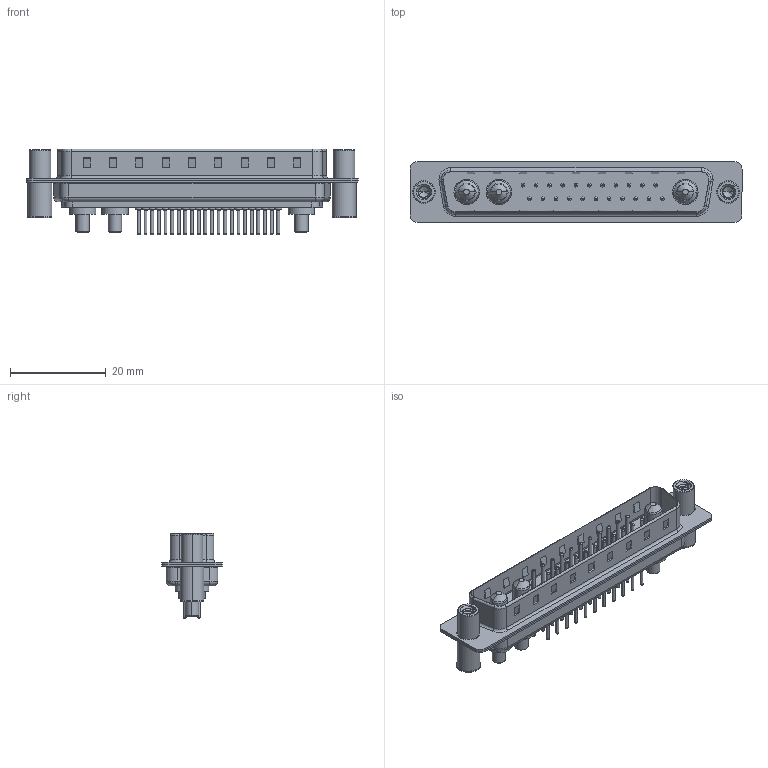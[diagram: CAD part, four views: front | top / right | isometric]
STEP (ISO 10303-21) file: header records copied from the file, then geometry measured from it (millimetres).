
FILE_DESCRIPTION (( 'STEP AP203' ), '1' );
FILE_NAME ('627-25W3624-2T4.STEP', '2019-05-29T22:04:45', ( '' ), ( '' ), 'SwSTEP 2.0', 'SolidWorks 2016', '' );
FILE_SCHEMA (( 'CONFIG_CONTROL_DESIGN' ));
Length unit declared in the file: millimetre
Products named in the file (8): 627Combo Contact Row 2_24; 627Combo Contact Row 1_24; 627-25W3624-2T4; 627Combo Housing_25W3; 627Combo Shell Rear_37 Contacts; 627Combo Shell Front_37 Contacts; 627Combo Threaded Standoff and Board Spacer_4; Power Pin_20A S
Assembly tree (30 placements, depth 2):
  627-25W3624-2T4
    627Combo Housing_25W3
    627Combo Shell Rear_37 Contacts
    627Combo Shell Front_37 Contacts
    627Combo Threaded Standoff and Board Spacer_4  x2
    Power Pin_20A S  x3
    627Combo Contact Row 1_24  x11
    627Combo Contact Row 2_24  x11
Bounding box: 69.3 x 12.6 x 17.9 mm (x, y, z)
Volume: 4260.5 mm3; surface area: 9710.9 mm2
Topology: 33 solids, 33 shells, 1432 faces, 3166 edges, 1928 vertices
Faces by surface type: cylinder 558, torus 412, plane 393, cone 51, bspline 18
Entity records: 24455 total; most frequent: CARTESIAN_POINT 5879, DIRECTION 3799, ORIENTED_EDGE 3400, EDGE_CURVE 1700, AXIS2_PLACEMENT_3D 1472, VERTEX_POINT 1079, EDGE_LOOP 873, VECTOR 855
